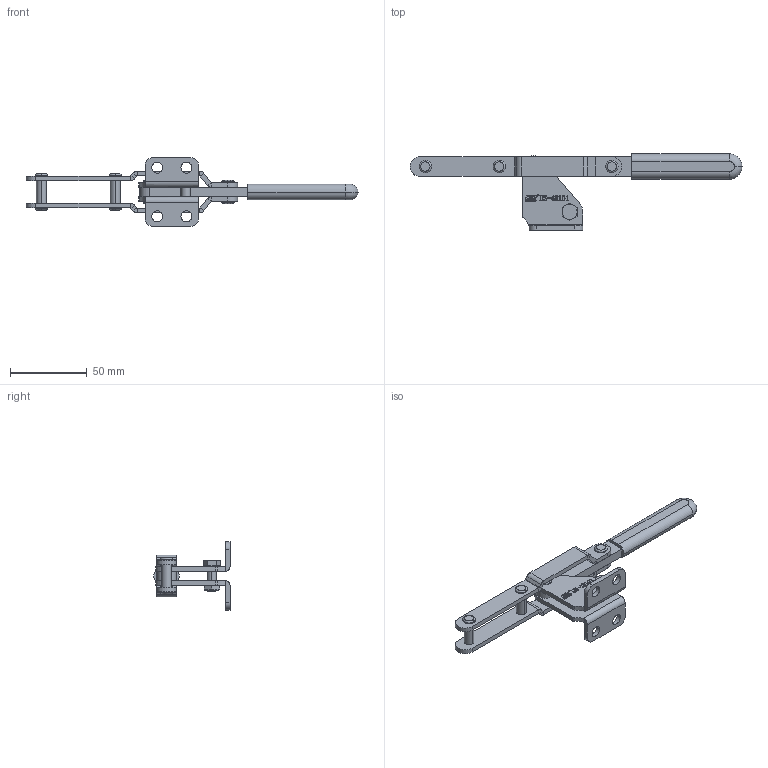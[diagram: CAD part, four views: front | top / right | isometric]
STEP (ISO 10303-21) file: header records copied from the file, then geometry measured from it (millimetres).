
FILE_DESCRIPTION (( 'STEP AP203' ), '1' );
FILE_NAME ('HS-43101 装配体.STEP', '2018-12-07T07:03:10', ( 'PCOS' ), ( '微软中国' ), 'SwSTEP 2.0', 'SolidWorks 2012', '' );
FILE_SCHEMA (( 'CONFIG_CONTROL_DESIGN' ));
Length unit declared in the file: millimetre
Products named in the file (9): HS-43101 蚾饜极; hex thin nuts-grades ab-chamfered gb_GB_FASTENER_NUT_STNAB M6-N; hexagon head bolts-full thread gb_GB_FASTENER_BOLT_STBAB A M6X16-N; 种1; 种; 忒梟; 忒參; 蟀裝; 菁釱
Assembly tree (11 placements, depth 2):
  HS-43101 蚾饜极
    菁釱
    蟀裝  x2
    忒參
    忒梟
    种  x2
    种1  x2
    hexagon head bolts-full thread gb_GB_FASTENER_BOLT_STBAB A M6X16-N
    hex thin nuts-grades ab-chamfered gb_GB_FASTENER_NUT_STNAB M6-N
Bounding box: 215.7 x 49.55 x 44.4 mm (x, y, z)
Volume: 38961.8 mm3; surface area: 26890 mm2
Topology: 12 solids, 12 shells, 618 faces, 1570 edges, 1013 vertices
Faces by surface type: plane 319, cylinder 134, bspline 127, torus 20, cone 18
Entity records: 22869 total; most frequent: CARTESIAN_POINT 9076, ORIENTED_EDGE 2848, DIRECTION 2258, EDGE_CURVE 1424, VERTEX_POINT 929, LINE 876, VECTOR 876, AXIS2_PLACEMENT_3D 691
